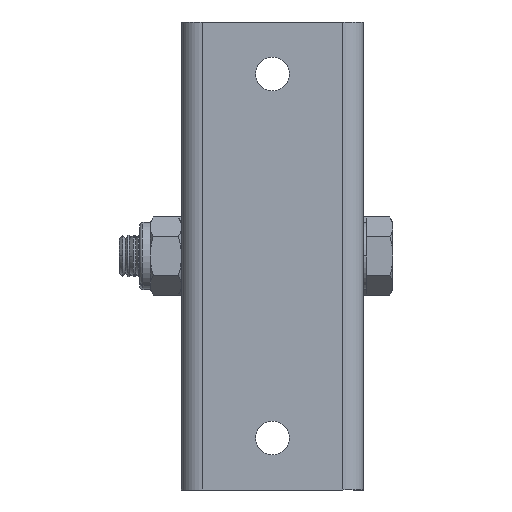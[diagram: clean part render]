
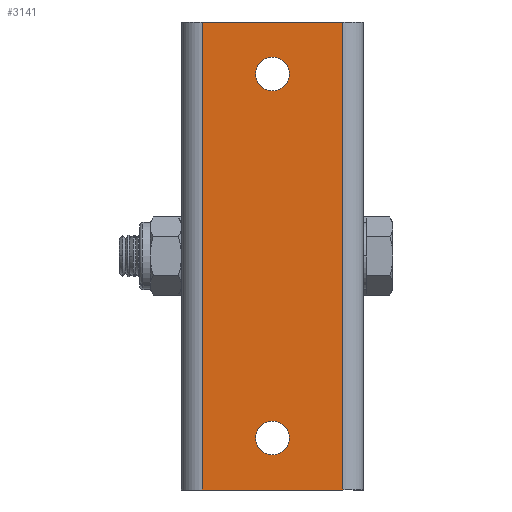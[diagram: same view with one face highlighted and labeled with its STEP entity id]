
A CAD part, front view. The second image highlights one B-rep face of the part: STEP entity #3141.
In plain terms, the highlighted planar face has unit normal (0, -1, 0).
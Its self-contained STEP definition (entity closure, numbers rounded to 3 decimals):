
#152 = CIRCLE ( 'NONE', #23470, 3.25 ) ;
#601 = VERTEX_POINT ( 'NONE', #16422 ) ;
#704 = LINE ( 'NONE', #26204, #22456 ) ;
#1056 = CARTESIAN_POINT ( 'NONE',  ( 0., 0., -31.75 ) ) ;
#1112 = DIRECTION ( 'NONE',  ( 0., -1., 0. ) ) ;
#1547 = ORIENTED_EDGE ( 'NONE', *, *, #5880, .T. ) ;
#2508 = DIRECTION ( 'NONE',  ( 0., 0., -1. ) ) ;
#2832 = EDGE_LOOP ( 'NONE', ( #1547, #21217, #15227, #9705 ) ) ;
#3141 = ADVANCED_FACE ( 'NONE', ( #7249, #12385, #30472 ), #7909, .T. ) ;
#3413 = DIRECTION ( 'NONE',  ( 0., 0., -1. ) ) ;
#4388 = AXIS2_PLACEMENT_3D ( 'NONE', #22642, #20518, #29119 ) ;
#4795 = VECTOR ( 'NONE', #22479, 1000. ) ;
#5880 = EDGE_CURVE ( 'NONE', #22309, #22982, #10699, .T. ) ;
#6360 = CARTESIAN_POINT ( 'NONE',  ( 0., 0., -35. ) ) ;
#6881 = ORIENTED_EDGE ( 'NONE', *, *, #14495, .F. ) ;
#7249 = FACE_BOUND ( 'NONE', #18337, .T. ) ;
#7264 = DIRECTION ( 'NONE',  ( 0., 0., -1. ) ) ;
#7361 = VERTEX_POINT ( 'NONE', #18644 ) ;
#7660 = AXIS2_PLACEMENT_3D ( 'NONE', #6360, #24348, #15521 ) ;
#7876 = AXIS2_PLACEMENT_3D ( 'NONE', #17386, #1112, #3413 ) ;
#7909 = PLANE ( 'NONE',  #30264 ) ;
#7957 = ORIENTED_EDGE ( 'NONE', *, *, #19328, .F. ) ;
#8047 = ORIENTED_EDGE ( 'NONE', *, *, #10046, .F. ) ;
#8394 = EDGE_CURVE ( 'NONE', #22982, #12521, #704, .T. ) ;
#8627 = LINE ( 'NONE', #25655, #16381 ) ;
#9581 = CARTESIAN_POINT ( 'NONE',  ( -17.5, 0., 45. ) ) ;
#9705 = ORIENTED_EDGE ( 'NONE', *, *, #28228, .T. ) ;
#10046 = EDGE_CURVE ( 'NONE', #601, #13195, #22545, .T. ) ;
#10338 = CARTESIAN_POINT ( 'NONE',  ( -17.5, 0., 45. ) ) ;
#10699 = LINE ( 'NONE', #9581, #18485 ) ;
#11019 = EDGE_CURVE ( 'NONE', #7361, #12521, #8627, .T. ) ;
#11532 = DIRECTION ( 'NONE',  ( -1., 0., 0. ) ) ;
#11552 = VERTEX_POINT ( 'NONE', #14651 ) ;
#12385 = FACE_BOUND ( 'NONE', #19094, .T. ) ;
#12521 = VERTEX_POINT ( 'NONE', #23354 ) ;
#12620 = DIRECTION ( 'NONE',  ( 0., 0., -1. ) ) ;
#13195 = VERTEX_POINT ( 'NONE', #1056 ) ;
#14134 = DIRECTION ( 'NONE',  ( -1., 0., 0. ) ) ;
#14204 = CIRCLE ( 'NONE', #7876, 3.25 ) ;
#14495 = EDGE_CURVE ( 'NONE', #11552, #23164, #28039, .T. ) ;
#14651 = CARTESIAN_POINT ( 'NONE',  ( 0., 0., 38.25 ) ) ;
#15227 = ORIENTED_EDGE ( 'NONE', *, *, #11019, .F. ) ;
#15425 = CARTESIAN_POINT ( 'NONE',  ( -13.5, 0., 45. ) ) ;
#15521 = DIRECTION ( 'NONE',  ( 0., 0., -1. ) ) ;
#16381 = VECTOR ( 'NONE', #11532, 1000. ) ;
#16422 = CARTESIAN_POINT ( 'NONE',  ( 0., 0., -38.25 ) ) ;
#16604 = CARTESIAN_POINT ( 'NONE',  ( 0., 0., 35. ) ) ;
#17386 = CARTESIAN_POINT ( 'NONE',  ( 0., 0., -35. ) ) ;
#18337 = EDGE_LOOP ( 'NONE', ( #6881, #21518 ) ) ;
#18485 = VECTOR ( 'NONE', #14134, 1000. ) ;
#18497 = CARTESIAN_POINT ( 'NONE',  ( 0., 0., 31.75 ) ) ;
#18644 = CARTESIAN_POINT ( 'NONE',  ( 13.5, 0., -45. ) ) ;
#19094 = EDGE_LOOP ( 'NONE', ( #7957, #8047 ) ) ;
#19328 = EDGE_CURVE ( 'NONE', #13195, #601, #14204, .T. ) ;
#20046 = CARTESIAN_POINT ( 'NONE',  ( 13.5, 0., 45. ) ) ;
#20518 = DIRECTION ( 'NONE',  ( 0., -1., 0. ) ) ;
#21217 = ORIENTED_EDGE ( 'NONE', *, *, #8394, .T. ) ;
#21518 = ORIENTED_EDGE ( 'NONE', *, *, #30019, .F. ) ;
#22309 = VERTEX_POINT ( 'NONE', #28570 ) ;
#22456 = VECTOR ( 'NONE', #7264, 1000. ) ;
#22479 = DIRECTION ( 'NONE',  ( 0., 0., 1. ) ) ;
#22545 = CIRCLE ( 'NONE', #7660, 3.25 ) ;
#22642 = CARTESIAN_POINT ( 'NONE',  ( 0., 0., 35. ) ) ;
#22982 = VERTEX_POINT ( 'NONE', #15425 ) ;
#23164 = VERTEX_POINT ( 'NONE', #18497 ) ;
#23354 = CARTESIAN_POINT ( 'NONE',  ( -13.5, 0., -45. ) ) ;
#23470 = AXIS2_PLACEMENT_3D ( 'NONE', #16604, #23994, #2508 ) ;
#23994 = DIRECTION ( 'NONE',  ( 0., -1., 0. ) ) ;
#24348 = DIRECTION ( 'NONE',  ( 0., -1., 0. ) ) ;
#25655 = CARTESIAN_POINT ( 'NONE',  ( -17.5, 0., -45. ) ) ;
#26204 = CARTESIAN_POINT ( 'NONE',  ( -13.5, 0., -45. ) ) ;
#28039 = CIRCLE ( 'NONE', #4388, 3.25 ) ;
#28228 = EDGE_CURVE ( 'NONE', #7361, #22309, #29474, .T. ) ;
#28570 = CARTESIAN_POINT ( 'NONE',  ( 13.5, 0., 45. ) ) ;
#29119 = DIRECTION ( 'NONE',  ( 0., 0., -1. ) ) ;
#29319 = DIRECTION ( 'NONE',  ( 0., -1., 0. ) ) ;
#29474 = LINE ( 'NONE', #20046, #4795 ) ;
#30019 = EDGE_CURVE ( 'NONE', #23164, #11552, #152, .T. ) ;
#30264 = AXIS2_PLACEMENT_3D ( 'NONE', #10338, #29319, #12620 ) ;
#30472 = FACE_OUTER_BOUND ( 'NONE', #2832, .T. ) ;
